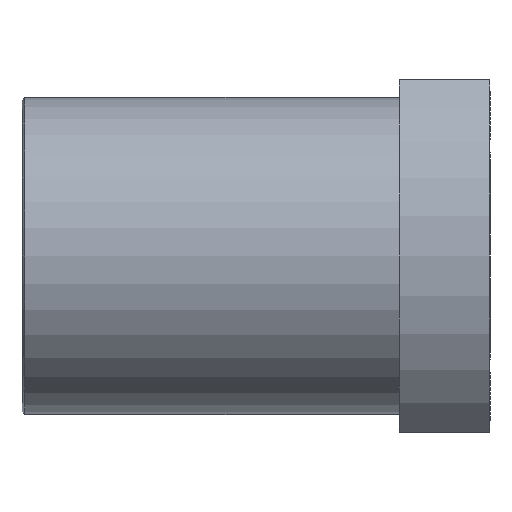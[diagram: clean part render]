
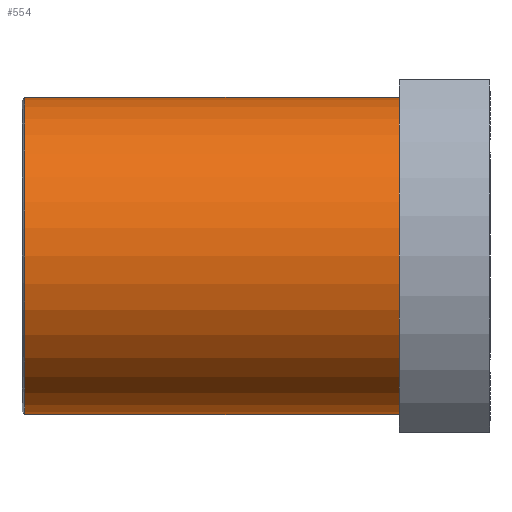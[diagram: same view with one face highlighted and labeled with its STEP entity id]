
A CAD part, front view. The second image highlights one B-rep face of the part: STEP entity #554.
In plain terms, the highlighted cylindrical face has radius 31.5 mm (diameter 63 mm), a partial arc.
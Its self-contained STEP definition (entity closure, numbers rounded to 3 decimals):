
#84 = DIRECTION ( 'NONE',  ( 0., 0., 1. ) ) ;
#109 = CARTESIAN_POINT ( 'NONE',  ( -36.059, 0., 0. ) ) ;
#119 = ORIENTED_EDGE ( 'NONE', *, *, #458, .T. ) ;
#120 = EDGE_CURVE ( 'NONE', #168, #583, #840, .T. ) ;
#168 = VERTEX_POINT ( 'NONE', #787 ) ;
#173 = VERTEX_POINT ( 'NONE', #723 ) ;
#279 = CARTESIAN_POINT ( 'NONE',  ( 38.441, 0., 0. ) ) ;
#301 = CIRCLE ( 'NONE', #566, 31.5 ) ;
#302 = DIRECTION ( 'NONE',  ( 0., 0., 1. ) ) ;
#390 = LINE ( 'NONE', #557, #1051 ) ;
#421 = DIRECTION ( 'NONE',  ( -1., 0., 0. ) ) ;
#458 = EDGE_CURVE ( 'NONE', #173, #650, #390, .T. ) ;
#481 = FACE_OUTER_BOUND ( 'NONE', #519, .T. ) ;
#519 = EDGE_LOOP ( 'NONE', ( #713, #919, #119, #1033 ) ) ;
#539 = AXIS2_PLACEMENT_3D ( 'NONE', #729, #817, #302 ) ;
#554 = ADVANCED_FACE ( 'NONE', ( #481 ), #744, .T. ) ;
#557 = CARTESIAN_POINT ( 'NONE',  ( -340.807, 0., 31.5 ) ) ;
#566 = AXIS2_PLACEMENT_3D ( 'NONE', #279, #1022, #84 ) ;
#583 = VERTEX_POINT ( 'NONE', #847 ) ;
#598 = CARTESIAN_POINT ( 'NONE',  ( -36.059, 0., 31.5 ) ) ;
#650 = VERTEX_POINT ( 'NONE', #598 ) ;
#681 = DIRECTION ( 'NONE',  ( 0., 0., -1. ) ) ;
#713 = ORIENTED_EDGE ( 'NONE', *, *, #120, .F. ) ;
#723 = CARTESIAN_POINT ( 'NONE',  ( 38.441, 0., 31.5 ) ) ;
#729 = CARTESIAN_POINT ( 'NONE',  ( -340.807, 0., 0. ) ) ;
#744 = CYLINDRICAL_SURFACE ( 'NONE', #539, 31.5 ) ;
#787 = CARTESIAN_POINT ( 'NONE',  ( 38.441, 0., -31.5 ) ) ;
#817 = DIRECTION ( 'NONE',  ( -1., 0., 0. ) ) ;
#822 = DIRECTION ( 'NONE',  ( -1., 0., 0. ) ) ;
#829 = EDGE_CURVE ( 'NONE', #168, #173, #301, .T. ) ;
#840 = LINE ( 'NONE', #859, #1094 ) ;
#847 = CARTESIAN_POINT ( 'NONE',  ( -36.059, 0., -31.5 ) ) ;
#859 = CARTESIAN_POINT ( 'NONE',  ( -340.807, 0., -31.5 ) ) ;
#866 = CIRCLE ( 'NONE', #921, 31.5 ) ;
#919 = ORIENTED_EDGE ( 'NONE', *, *, #829, .T. ) ;
#921 = AXIS2_PLACEMENT_3D ( 'NONE', #109, #933, #681 ) ;
#933 = DIRECTION ( 'NONE',  ( 1., 0., 0. ) ) ;
#1022 = DIRECTION ( 'NONE',  ( -1., 0., 0. ) ) ;
#1033 = ORIENTED_EDGE ( 'NONE', *, *, #1058, .T. ) ;
#1051 = VECTOR ( 'NONE', #822, 1000. ) ;
#1058 = EDGE_CURVE ( 'NONE', #650, #583, #866, .T. ) ;
#1094 = VECTOR ( 'NONE', #421, 1000. ) ;
